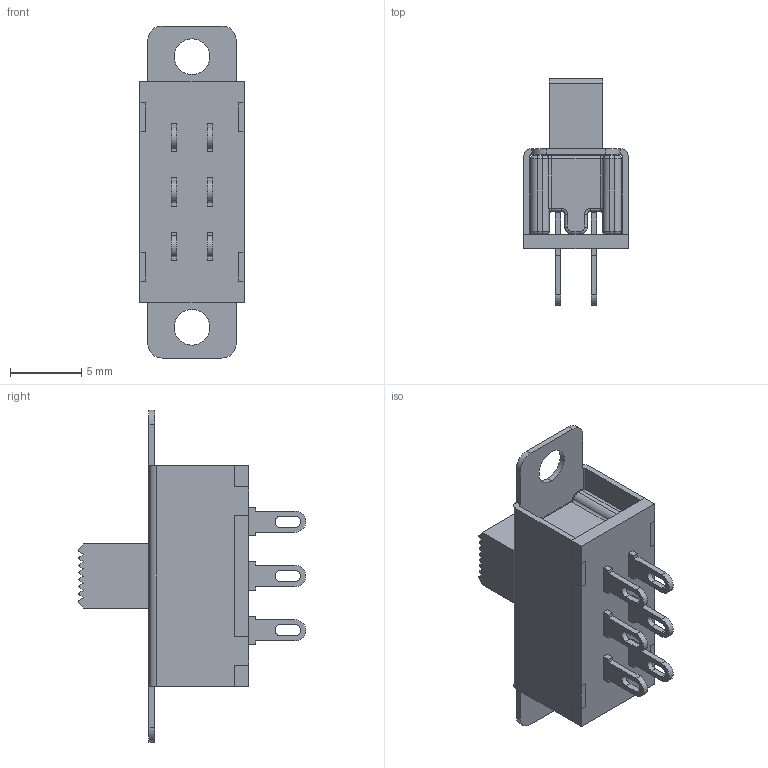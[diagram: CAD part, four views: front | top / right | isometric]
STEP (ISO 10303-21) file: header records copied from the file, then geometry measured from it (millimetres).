
FILE_DESCRIPTION (( 'STEP AP214' ), '1' );
FILE_NAME ('STEP Switch Slide On-Off-On.STEP', '2021-08-03T08:14:39', ( '' ), ( '' ), 'SwSTEP 2.0', 'SolidWorks 2021', '' );
FILE_SCHEMA (( 'AUTOMOTIVE_DESIGN' ));
Length unit declared in the file: millimetre
Products named in the file (1): STEP Switch Slide On-Off-On
Bounding box: 7.3 x 15.95 x 23.3 mm (x, y, z)
Volume: 710.3 mm3; surface area: 1537.3 mm2
Topology: 3 solids, 3 shells, 310 faces, 809 edges, 518 vertices
Faces by surface type: plane 188, cylinder 86, torus 32, bspline 4
Entity records: 10777 total; most frequent: CARTESIAN_POINT 1738, DIRECTION 1627, ORIENTED_EDGE 1618, EDGE_CURVE 809, VECTOR 589, LINE 589, AXIS2_PLACEMENT_3D 519, VERTEX_POINT 518
